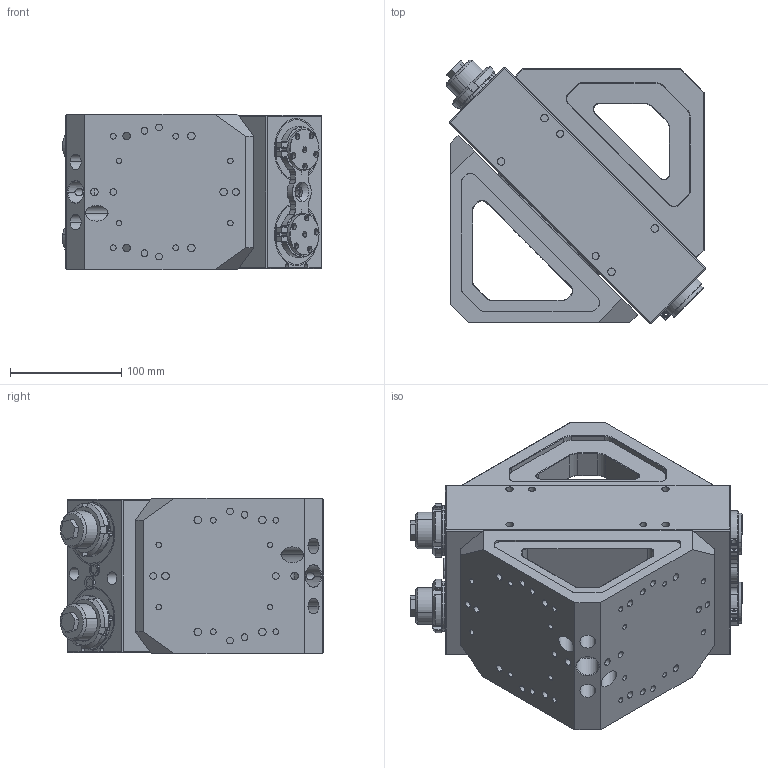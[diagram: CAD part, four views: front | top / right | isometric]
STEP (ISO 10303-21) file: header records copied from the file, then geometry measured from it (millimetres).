
FILE_DESCRIPTION (( 'STEP AP203' ), '1' );
FILE_NAME ('TG50.STEP', '2024-12-19T01:58:21', ( 'USER-' ), ( 'Microsoft' ), 'SwSTEP 2.0', 'SolidWorks 2018', '' );
FILE_SCHEMA (( 'CONFIG_CONTROL_DESIGN' ));
Length unit declared in the file: millimetre
Products named in the file (17): TG50; 0-TP50; TP50-04 遣喳蟀諉极; 33-30遣喳ん耀倰NBK; TP50-06 茞癹弇裝; TG50-M-02 眻褒輸; M33-1.5-10蹟譫; TP50-10 粣創揤遠; TG50-M-01 啊詰褲极; TP50-08 癹弇縐嘀; TP50-M-09 躇猾詩遠; TP50; M6晦す芛蹟隊; TP50-05 茞癹弇蟀諉极; TP50-01褲极; TP50-02 喘謫粣; TP50-07硬限位圈
Assembly tree (24 placements, depth 3):
  TG50
    TG50-M-02 眻褒輸
    TG50-M-01 啊詰褲极
    0-TP50
      TP50-01褲极
      TP50-02 喘謫粣
      TP50-05 茞癹弇蟀諉极  x2
      TP50-04 遣喳蟀諉极  x2
      33-30遣喳ん耀倰NBK  x2
      M33-1.5-10蹟譫  x2
      TP50-M-09 躇猾詩遠  x2
      TP50-06 茞癹弇裝  x2
      TP50-07硬限位圈  x2
      TP50-10 粣創揤遠
      TP50-08 癹弇縐嘀
      M6晦す芛蹟隊  x2
      TP50
Bounding box: 232.61 x 236.15 x 140 mm (x, y, z)
Volume: 4096037.3 mm3; surface area: 640228.9 mm2
Topology: 23 solids, 65 shells, 2493 faces, 6407 edges, 4083 vertices
Faces by surface type: plane 1253, cylinder 611, cone 352, bspline 265, torus 12
Entity records: 73483 total; most frequent: CARTESIAN_POINT 24093, ORIENTED_EDGE 10158, DIRECTION 9091, EDGE_CURVE 5079, VERTEX_POINT 3298, VECTOR 3033, LINE 3033, AXIS2_PLACEMENT_3D 3029
